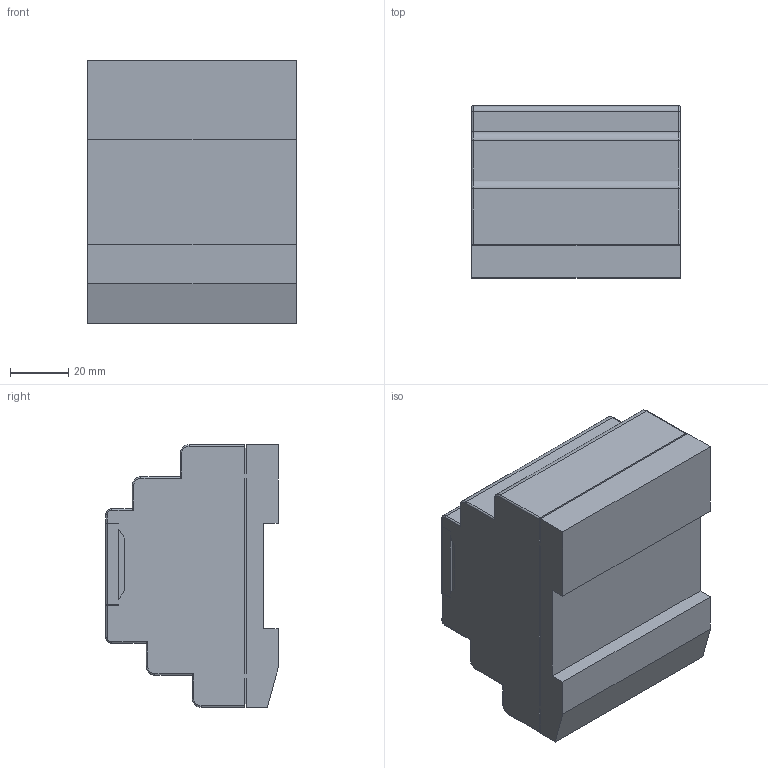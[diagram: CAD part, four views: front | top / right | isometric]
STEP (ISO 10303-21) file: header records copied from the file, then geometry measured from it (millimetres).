
FILE_DESCRIPTION (( 'STEP AP203' ), '1' );
FILE_NAME ('PR-E-16 Series 3D 22222.STEP', '2025-06-09T10:30:32', ( '' ), ( '' ), 'SwSTEP 2.0', 'SolidWorks 2022', '' );
FILE_SCHEMA (( 'CONFIG_CONTROL_DESIGN' ));
Length unit declared in the file: millimetre
Products named in the file (1): PR-E-16 Series 3D 22222
Bounding box: 71.5 x 59 x 90 mm (x, y, z)
Volume: 301992.5 mm3; surface area: 31474.4 mm2
Topology: 1 solids, 1 shells, 225 faces, 543 edges, 350 vertices
Faces by surface type: plane 113, cylinder 100, torus 12
Entity records: 6658 total; most frequent: DIRECTION 1183, CARTESIAN_POINT 1143, ORIENTED_EDGE 1086, EDGE_CURVE 543, AXIS2_PLACEMENT_3D 422, VERTEX_POINT 350, LINE 339, VECTOR 339
